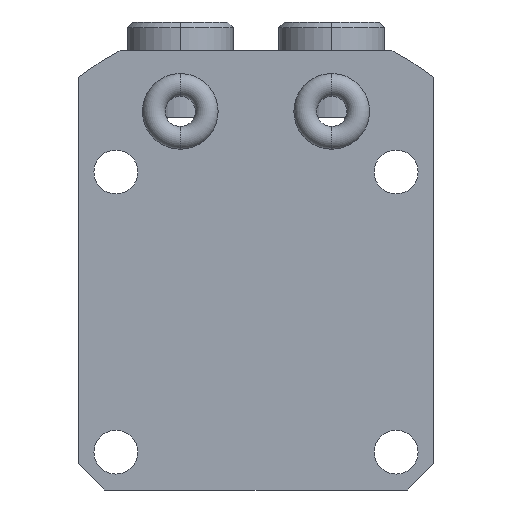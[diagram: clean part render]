
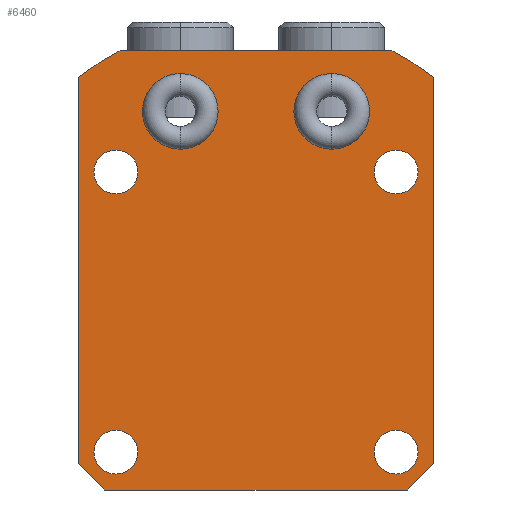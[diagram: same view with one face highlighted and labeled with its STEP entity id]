
A CAD part, front view. The second image highlights one B-rep face of the part: STEP entity #6460.
In plain terms, the highlighted planar face has unit normal (0, -1, 0).
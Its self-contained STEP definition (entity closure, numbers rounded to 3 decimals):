
#1772=CARTESIAN_POINT('',(0.,-26.,0.));
#1773=DIRECTION('',(0.,-1.,0.));
#1774=DIRECTION('',(0.604,0.,0.797));
#1775=AXIS2_PLACEMENT_3D('',#1772,#1773,#1774);
#1803=CARTESIAN_POINT('',(0.,-26.,0.));
#1804=DIRECTION('',(0.,-1.,0.));
#1805=DIRECTION('',(-0.462,0.,0.887));
#1806=AXIS2_PLACEMENT_3D('',#1803,#1804,#1805);
#2698=DIRECTION('',(0.707,0.,0.707));
#2699=VECTOR('',#2698,4.95);
#2700=CARTESIAN_POINT('',(20.,-26.,-23.5));
#2701=LINE('',#2700,#2699);
#2705=DIRECTION('',(1.,0.,0.));
#2706=VECTOR('',#2705,40.);
#2707=CARTESIAN_POINT('',(-20.,-26.,-23.5));
#2708=LINE('',#2707,#2706);
#2712=DIRECTION('',(0.707,0.,-0.707));
#2713=VECTOR('',#2712,4.95);
#2714=CARTESIAN_POINT('',(-23.5,-26.,-20.));
#2715=LINE('',#2714,#2713);
#2719=DIRECTION('',(0.,0.,-1.));
#2720=VECTOR('',#2719,50.993);
#2721=CARTESIAN_POINT('',(-23.5,-26.,30.993));
#2722=LINE('',#2721,#2720);
#2726=DIRECTION('',(-1.,0.,0.));
#2727=VECTOR('',#2726,35.921);
#2728=CARTESIAN_POINT('',(17.96,-26.,34.5));
#2729=LINE('',#2728,#2727);
#2733=DIRECTION('',(0.,0.,1.));
#2734=VECTOR('',#2733,50.993);
#2735=CARTESIAN_POINT('',(23.5,-26.,-20.));
#2736=LINE('',#2735,#2734);
#2740=CARTESIAN_POINT('',(18.5,-26.,-18.5));
#2741=DIRECTION('',(0.,1.,0.));
#2742=DIRECTION('',(1.,0.,0.));
#2743=AXIS2_PLACEMENT_3D('',#2740,#2741,#2742);
#2748=CARTESIAN_POINT('',(18.5,-26.,-18.5));
#2749=DIRECTION('',(0.,1.,0.));
#2750=DIRECTION('',(-1.,0.,0.));
#2751=AXIS2_PLACEMENT_3D('',#2748,#2749,#2750);
#2756=CARTESIAN_POINT('',(-18.5,-26.,-18.5));
#2757=DIRECTION('',(0.,1.,0.));
#2758=DIRECTION('',(1.,0.,0.));
#2759=AXIS2_PLACEMENT_3D('',#2756,#2757,#2758);
#2764=CARTESIAN_POINT('',(-18.5,-26.,-18.5));
#2765=DIRECTION('',(0.,1.,0.));
#2766=DIRECTION('',(-1.,0.,0.));
#2767=AXIS2_PLACEMENT_3D('',#2764,#2765,#2766);
#2772=CARTESIAN_POINT('',(-18.5,-26.,18.5));
#2773=DIRECTION('',(0.,1.,0.));
#2774=DIRECTION('',(1.,0.,0.));
#2775=AXIS2_PLACEMENT_3D('',#2772,#2773,#2774);
#2780=CARTESIAN_POINT('',(-18.5,-26.,18.5));
#2781=DIRECTION('',(0.,1.,0.));
#2782=DIRECTION('',(-1.,0.,0.));
#2783=AXIS2_PLACEMENT_3D('',#2780,#2781,#2782);
#2788=CARTESIAN_POINT('',(18.5,-26.,18.5));
#2789=DIRECTION('',(0.,1.,0.));
#2790=DIRECTION('',(1.,0.,0.));
#2791=AXIS2_PLACEMENT_3D('',#2788,#2789,#2790);
#2796=CARTESIAN_POINT('',(18.5,-26.,18.5));
#2797=DIRECTION('',(0.,1.,0.));
#2798=DIRECTION('',(-1.,0.,0.));
#2799=AXIS2_PLACEMENT_3D('',#2796,#2797,#2798);
#2804=CARTESIAN_POINT('',(10.,-26.,26.5));
#2805=DIRECTION('',(0.,-1.,0.));
#2806=DIRECTION('',(-1.,0.,0.));
#2807=AXIS2_PLACEMENT_3D('',#2804,#2805,#2806);
#2812=CARTESIAN_POINT('',(10.,-26.,26.5));
#2813=DIRECTION('',(0.,-1.,0.));
#2814=DIRECTION('',(1.,0.,0.));
#2815=AXIS2_PLACEMENT_3D('',#2812,#2813,#2814);
#2820=CARTESIAN_POINT('',(-10.,-26.,26.5));
#2821=DIRECTION('',(0.,1.,0.));
#2822=DIRECTION('',(1.,0.,0.));
#2823=AXIS2_PLACEMENT_3D('',#2820,#2821,#2822);
#2828=CARTESIAN_POINT('',(-10.,-26.,26.5));
#2829=DIRECTION('',(0.,1.,0.));
#2830=DIRECTION('',(-1.,0.,0.));
#2831=AXIS2_PLACEMENT_3D('',#2828,#2829,#2830);
#3796=CARTESIAN_POINT('',(23.5,-26.,30.993));
#3798=VERTEX_POINT('',#3796);
#3800=CARTESIAN_POINT('',(-23.5,-26.,30.993));
#3802=VERTEX_POINT('',#3800);
#3803=CARTESIAN_POINT('',(20.,-26.,-23.5));
#3805=VERTEX_POINT('',#3803);
#3809=CARTESIAN_POINT('',(23.5,-26.,-20.));
#3810=VERTEX_POINT('',#3809);
#3811=CARTESIAN_POINT('',(-23.5,-26.,-20.));
#3813=VERTEX_POINT('',#3811);
#3817=CARTESIAN_POINT('',(-20.,-26.,-23.5));
#3818=VERTEX_POINT('',#3817);
#3835=CARTESIAN_POINT('',(21.4,-26.,-18.5));
#3836=VERTEX_POINT('',#3835);
#3837=CARTESIAN_POINT('',(15.6,-26.,-18.5));
#3838=VERTEX_POINT('',#3837);
#3839=CARTESIAN_POINT('',(-15.6,-26.,-18.5));
#3840=VERTEX_POINT('',#3839);
#3841=CARTESIAN_POINT('',(-21.4,-26.,-18.5));
#3842=VERTEX_POINT('',#3841);
#3843=CARTESIAN_POINT('',(-15.6,-26.,18.5));
#3844=VERTEX_POINT('',#3843);
#3845=CARTESIAN_POINT('',(-21.4,-26.,18.5));
#3846=VERTEX_POINT('',#3845);
#3847=CARTESIAN_POINT('',(21.4,-26.,18.5));
#3848=VERTEX_POINT('',#3847);
#3849=CARTESIAN_POINT('',(15.6,-26.,18.5));
#3850=VERTEX_POINT('',#3849);
#3868=CARTESIAN_POINT('',(17.96,-26.,34.5));
#3869=VERTEX_POINT('',#3868);
#3878=CARTESIAN_POINT('',(-17.96,-26.,34.5));
#3879=VERTEX_POINT('',#3878);
#3910=CARTESIAN_POINT('',(5.,-26.,26.5));
#3911=CARTESIAN_POINT('',(15.,-26.,26.5));
#3912=VERTEX_POINT('',#3910);
#3913=VERTEX_POINT('',#3911);
#3946=CARTESIAN_POINT('',(-5.,-26.,26.5));
#3947=VERTEX_POINT('',#3946);
#3948=CARTESIAN_POINT('',(-15.,-26.,26.5));
#3949=VERTEX_POINT('',#3948);
#6408=CARTESIAN_POINT('',(0.,-26.,0.));
#6409=DIRECTION('',(0.,-1.,0.));
#6410=DIRECTION('',(-1.,0.,0.));
#6411=AXIS2_PLACEMENT_3D('',#6408,#6409,#6410);
#6412=PLANE('',#6411);
#6413=ORIENTED_EDGE('',*,*,#5582,.F.);
#6414=ORIENTED_EDGE('',*,*,#5599,.F.);
#6415=ORIENTED_EDGE('',*,*,#5611,.F.);
#6416=ORIENTED_EDGE('',*,*,#5627,.F.);
#6417=ORIENTED_EDGE('',*,*,#5662,.F.);
#6418=ORIENTED_EDGE('',*,*,#5706,.F.);
#6419=ORIENTED_EDGE('',*,*,#5646,.F.);
#6421=ORIENTED_EDGE('',*,*,#6420,.F.);
#6422=EDGE_LOOP('',(#6413,#6414,#6415,#6416,#6417,#6418,#6419,#6421));
#6423=FACE_OUTER_BOUND('',#6422,.F.);
#6425=ORIENTED_EDGE('',*,*,#6424,.F.);
#6427=ORIENTED_EDGE('',*,*,#6426,.F.);
#6428=EDGE_LOOP('',(#6425,#6427));
#6429=FACE_BOUND('',#6428,.F.);
#6431=ORIENTED_EDGE('',*,*,#6430,.F.);
#6433=ORIENTED_EDGE('',*,*,#6432,.F.);
#6434=EDGE_LOOP('',(#6431,#6433));
#6435=FACE_BOUND('',#6434,.F.);
#6437=ORIENTED_EDGE('',*,*,#6436,.F.);
#6439=ORIENTED_EDGE('',*,*,#6438,.F.);
#6440=EDGE_LOOP('',(#6437,#6439));
#6441=FACE_BOUND('',#6440,.F.);
#6443=ORIENTED_EDGE('',*,*,#6442,.F.);
#6445=ORIENTED_EDGE('',*,*,#6444,.F.);
#6446=EDGE_LOOP('',(#6443,#6445));
#6447=FACE_BOUND('',#6446,.F.);
#6449=ORIENTED_EDGE('',*,*,#6448,.T.);
#6451=ORIENTED_EDGE('',*,*,#6450,.T.);
#6452=EDGE_LOOP('',(#6449,#6451));
#6453=FACE_BOUND('',#6452,.F.);
#6455=ORIENTED_EDGE('',*,*,#6454,.F.);
#6457=ORIENTED_EDGE('',*,*,#6456,.F.);
#6458=EDGE_LOOP('',(#6455,#6457));
#6459=FACE_BOUND('',#6458,.F.);
#1776=CIRCLE('',#1775,38.895);
#1807=CIRCLE('',#1806,38.895);
#2744=CIRCLE('',#2743,2.9);
#2752=CIRCLE('',#2751,2.9);
#2760=CIRCLE('',#2759,2.9);
#2768=CIRCLE('',#2767,2.9);
#2776=CIRCLE('',#2775,2.9);
#2784=CIRCLE('',#2783,2.9);
#2792=CIRCLE('',#2791,2.9);
#2800=CIRCLE('',#2799,2.9);
#2808=CIRCLE('',#2807,5.);
#2816=CIRCLE('',#2815,5.);
#2824=CIRCLE('',#2823,5.);
#2832=CIRCLE('',#2831,5.);
#5582=EDGE_CURVE('',#3805,#3810,#2701,.T.);
#5599=EDGE_CURVE('',#3818,#3805,#2708,.T.);
#5611=EDGE_CURVE('',#3813,#3818,#2715,.T.);
#5627=EDGE_CURVE('',#3802,#3813,#2722,.T.);
#5646=EDGE_CURVE('',#3798,#3869,#1776,.T.);
#5662=EDGE_CURVE('',#3879,#3802,#1807,.T.);
#5706=EDGE_CURVE('',#3869,#3879,#2729,.T.);
#6420=EDGE_CURVE('',#3810,#3798,#2736,.T.);
#6424=EDGE_CURVE('',#3836,#3838,#2744,.T.);
#6426=EDGE_CURVE('',#3838,#3836,#2752,.T.);
#6430=EDGE_CURVE('',#3840,#3842,#2760,.T.);
#6432=EDGE_CURVE('',#3842,#3840,#2768,.T.);
#6436=EDGE_CURVE('',#3844,#3846,#2776,.T.);
#6438=EDGE_CURVE('',#3846,#3844,#2784,.T.);
#6442=EDGE_CURVE('',#3848,#3850,#2792,.T.);
#6444=EDGE_CURVE('',#3850,#3848,#2800,.T.);
#6448=EDGE_CURVE('',#3912,#3913,#2808,.T.);
#6450=EDGE_CURVE('',#3913,#3912,#2816,.T.);
#6454=EDGE_CURVE('',#3947,#3949,#2824,.T.);
#6456=EDGE_CURVE('',#3949,#3947,#2832,.T.);
#6460=ADVANCED_FACE('',(#6423,#6429,#6435,#6441,#6447,#6453,#6459),#6412,.T.);
